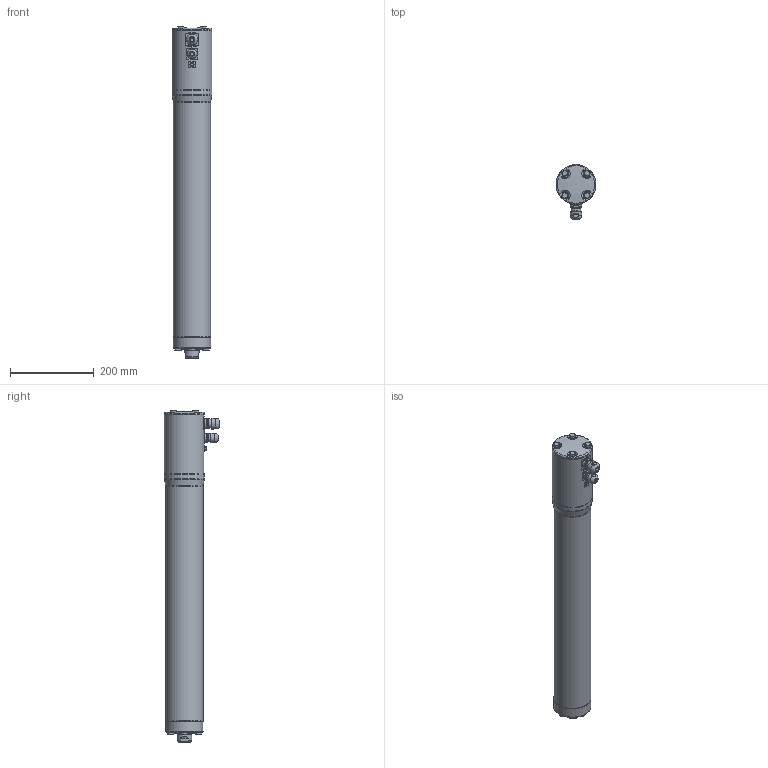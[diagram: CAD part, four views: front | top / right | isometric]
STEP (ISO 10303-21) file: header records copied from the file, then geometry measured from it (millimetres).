
FILE_DESCRIPTION (( 'STEP AP203' ), '1' );
FILE_NAME ('IMAST33_BN05_SM457.200_IMAS-489607-1.step', '2025-05-30T19:12:51', ( '' ), ( '' ), 'SwSTEP 2.0', 'SolidWorks 2024', '' );
FILE_SCHEMA (( 'CONFIG_CONTROL_DESIGN' ));
Length unit declared in the file: inch
Products named in the file (3): Base_IMAST33_BN05_SM457.200_IMAS-489607-1; tempJoin0_26339074_IMAST33_BN05_SM457.200_IMAS-489607-1; IMAST33_BN05_SM457.200_IMAS-489607-1
Assembly tree (2 placements, depth 2):
  IMAST33_BN05_SM457.200_IMAS-489607-1
    tempJoin0_26339074_IMAST33_BN05_SM457.200_IMAS-489607-1
    Base_IMAST33_BN05_SM457.200_IMAS-489607-1
Bounding box: 95.25 x 131.39 x 791.58 mm (x, y, z)
Volume: 4768513.7 mm3; surface area: 387244.4 mm2
Topology: 2 solids, 2 shells, 445 faces, 1027 edges, 635 vertices
Faces by surface type: plane 229, cylinder 110, cone 75, torus 24, bspline 5, sphere 2
Full cylindrical faces by diameter (mm): 6.35 x1, 6.8 x4, 7.5 x1, 7.874 x1, 8.7 x4, 9 x1, 9.3 x1, 10 x1, 12.3 x1, 13.6 x1, 14 x8, 16.2 x1, 18.526 x1, 18.7 x1, 22.7 x1, 22.76 x1, 22.8 x2, 26.76 x1, 26.8 x2, 35.001 x1, 35.016 x1, 35.1 x1, 35.179 x1, 41.212 x1, 41.224 x2, 47.975 x1, 85.649 x1, 88.946 x2, 89 x2, 92.38 x2
Entity records: 13486 total; most frequent: CARTESIAN_POINT 4020, DIRECTION 1932, ORIENTED_EDGE 1762, EDGE_CURVE 881, AXIS2_PLACEMENT_3D 821, EDGE_LOOP 590, VERTEX_POINT 587, FACE_OUTER_BOUND 518
